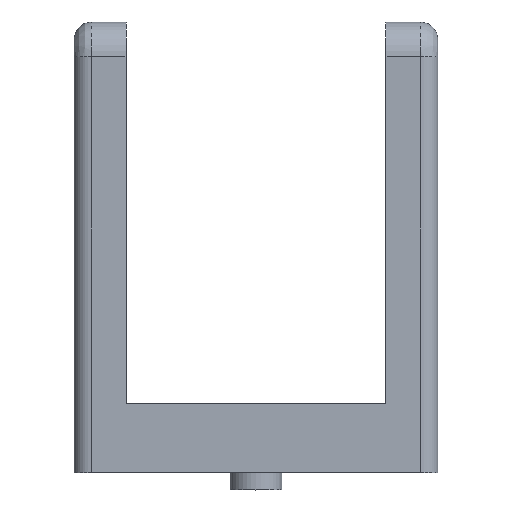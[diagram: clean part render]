
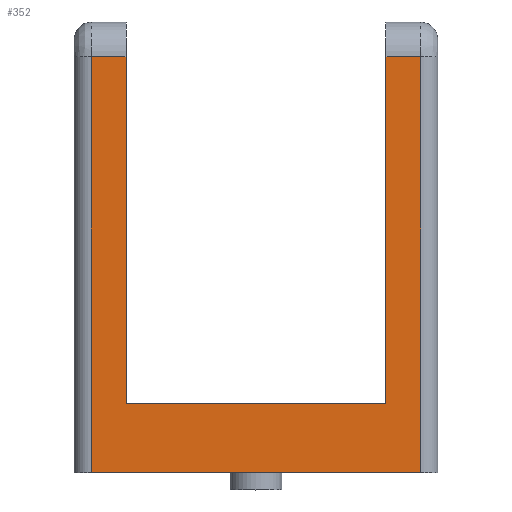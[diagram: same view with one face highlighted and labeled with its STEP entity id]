
A CAD part, top view. The second image highlights one B-rep face of the part: STEP entity #352.
In plain terms, the highlighted planar face has unit normal (0, 0, 1).
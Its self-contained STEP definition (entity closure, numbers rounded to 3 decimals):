
#24=PLANE('',#402);
#38=FACE_OUTER_BOUND('',#58,.T.);
#58=EDGE_LOOP('',(#268,#269,#270,#271,#272,#273,#274,#275));
#79=LINE('',#582,#106);
#88=LINE('',#600,#115);
#89=LINE('',#604,#116);
#90=LINE('',#606,#117);
#91=LINE('',#608,#118);
#92=LINE('',#610,#119);
#93=LINE('',#612,#120);
#94=LINE('',#613,#121);
#106=VECTOR('',#459,10.);
#115=VECTOR('',#472,10.);
#116=VECTOR('',#477,10.);
#117=VECTOR('',#478,10.);
#118=VECTOR('',#479,10.);
#119=VECTOR('',#480,10.);
#120=VECTOR('',#481,10.);
#121=VECTOR('',#482,10.);
#162=VERTEX_POINT('',#574);
#164=VERTEX_POINT('',#580);
#171=VERTEX_POINT('',#599);
#172=VERTEX_POINT('',#603);
#173=VERTEX_POINT('',#605);
#174=VERTEX_POINT('',#607);
#175=VERTEX_POINT('',#609);
#176=VERTEX_POINT('',#611);
#199=EDGE_CURVE('',#164,#162,#79,.T.);
#208=EDGE_CURVE('',#162,#171,#88,.T.);
#210=EDGE_CURVE('',#164,#172,#89,.T.);
#211=EDGE_CURVE('',#173,#172,#90,.T.);
#212=EDGE_CURVE('',#174,#173,#91,.T.);
#213=EDGE_CURVE('',#175,#174,#92,.T.);
#214=EDGE_CURVE('',#176,#175,#93,.T.);
#215=EDGE_CURVE('',#176,#171,#94,.T.);
#268=ORIENTED_EDGE('',*,*,#199,.F.);
#269=ORIENTED_EDGE('',*,*,#210,.T.);
#270=ORIENTED_EDGE('',*,*,#211,.F.);
#271=ORIENTED_EDGE('',*,*,#212,.F.);
#272=ORIENTED_EDGE('',*,*,#213,.F.);
#273=ORIENTED_EDGE('',*,*,#214,.F.);
#274=ORIENTED_EDGE('',*,*,#215,.T.);
#275=ORIENTED_EDGE('',*,*,#208,.F.);
#352=ADVANCED_FACE('',(#38),#24,.T.);
#402=AXIS2_PLACEMENT_3D('',#602,#475,#476);
#459=DIRECTION('',(0.,1.,0.));
#472=DIRECTION('',(1.,0.,0.));
#475=DIRECTION('center_axis',(0.,0.,1.));
#476=DIRECTION('ref_axis',(0.,-1.,0.));
#477=DIRECTION('',(1.,0.,0.));
#478=DIRECTION('',(0.,-1.,0.));
#479=DIRECTION('',(1.,0.,0.));
#480=DIRECTION('',(0.,1.,0.));
#481=DIRECTION('',(1.,0.,0.));
#482=DIRECTION('',(0.,1.,0.));
#574=CARTESIAN_POINT('',(-95.,240.,20.));
#580=CARTESIAN_POINT('',(-95.,0.,20.));
#582=CARTESIAN_POINT('',(-95.,30.,20.));
#599=CARTESIAN_POINT('',(-75.,240.,20.));
#600=CARTESIAN_POINT('',(-105.,240.,20.));
#602=CARTESIAN_POINT('Origin',(0.,40.,20.));
#603=CARTESIAN_POINT('',(95.,0.,20.));
#604=CARTESIAN_POINT('',(0.,0.,20.));
#605=CARTESIAN_POINT('',(95.,240.,20.));
#606=CARTESIAN_POINT('',(95.,30.,20.));
#607=CARTESIAN_POINT('',(75.,240.,20.));
#608=CARTESIAN_POINT('',(75.,240.,20.));
#609=CARTESIAN_POINT('',(75.,40.,20.));
#610=CARTESIAN_POINT('',(75.,40.,20.));
#611=CARTESIAN_POINT('',(-75.,40.,20.));
#612=CARTESIAN_POINT('',(0.,40.,20.));
#613=CARTESIAN_POINT('',(-75.,40.,20.));
